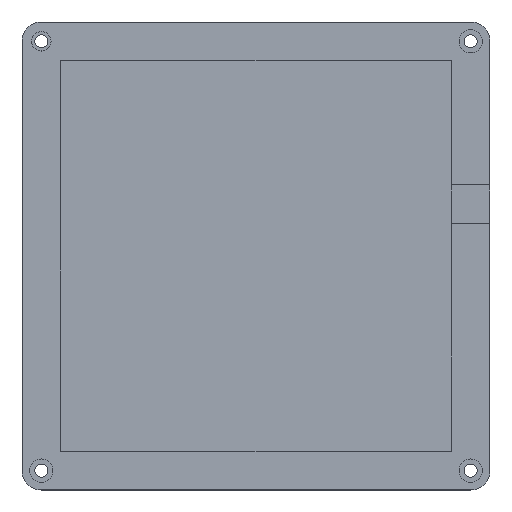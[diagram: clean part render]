
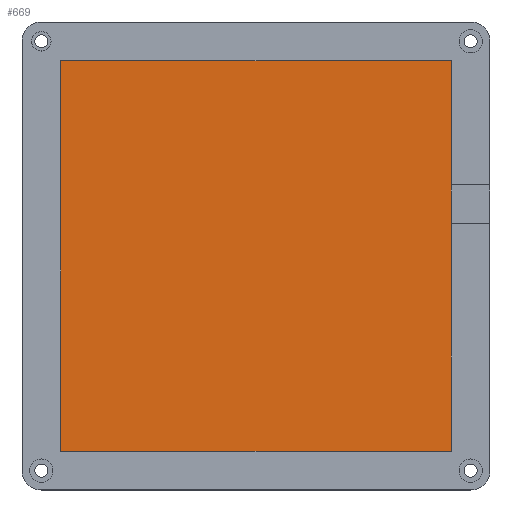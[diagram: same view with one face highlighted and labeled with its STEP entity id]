
A CAD part, top view. The second image highlights one B-rep face of the part: STEP entity #669.
In plain terms, the highlighted planar face has unit normal (0, 0, 1).
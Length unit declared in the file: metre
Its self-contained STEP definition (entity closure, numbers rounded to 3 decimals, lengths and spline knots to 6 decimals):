
#12=LINE('',#1090,#64);
#16=LINE('',#1098,#68);
#19=LINE('',#1104,#71);
#21=LINE('',#1107,#73);
#64=VECTOR('',#880,1.);
#68=VECTOR('',#886,1.);
#71=VECTOR('',#891,1.);
#73=VECTOR('',#895,1.);
#132=PLANE('',#789);
#177=ORIENTED_EDGE('',*,*,#327,.F.);
#178=ORIENTED_EDGE('',*,*,#331,.T.);
#179=ORIENTED_EDGE('',*,*,#334,.T.);
#180=ORIENTED_EDGE('',*,*,#336,.F.);
#327=EDGE_CURVE('',#411,#412,#12,.T.);
#331=EDGE_CURVE('',#411,#414,#16,.T.);
#334=EDGE_CURVE('',#414,#416,#19,.T.);
#336=EDGE_CURVE('',#412,#416,#21,.T.);
#411=VERTEX_POINT('',#1089);
#412=VERTEX_POINT('',#1091);
#414=VERTEX_POINT('',#1097);
#416=VERTEX_POINT('',#1103);
#513=EDGE_LOOP('',(#177,#178,#179,#180));
#585=FACE_BOUND('',#513,.T.);
#669=ADVANCED_FACE('',(#585),#132,.T.);
#789=AXIS2_PLACEMENT_3D('',#1108,#896,#897);
#880=DIRECTION('',(0.,-1.,0.));
#886=DIRECTION('',(-1.,0.,0.));
#891=DIRECTION('',(0.,-1.,0.));
#895=DIRECTION('',(-1.,0.,0.));
#896=DIRECTION('',(0.,0.,1.));
#897=DIRECTION('',(1.,0.,0.));
#1089=CARTESIAN_POINT('',(0.0505,0.0505,0.003));
#1090=CARTESIAN_POINT('',(0.0505,0.,0.003));
#1091=CARTESIAN_POINT('',(0.0505,-0.0505,0.003));
#1097=CARTESIAN_POINT('',(-0.0505,0.0505,0.003));
#1098=CARTESIAN_POINT('',(0.,0.0505,0.003));
#1103=CARTESIAN_POINT('',(-0.0505,-0.0505,0.003));
#1104=CARTESIAN_POINT('',(-0.0505,0.,0.003));
#1107=CARTESIAN_POINT('',(0.,-0.0505,0.003));
#1108=CARTESIAN_POINT('',(0.,0.,0.003));
